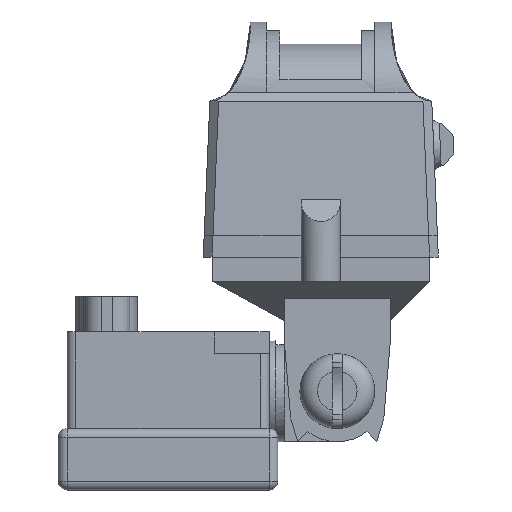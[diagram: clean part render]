
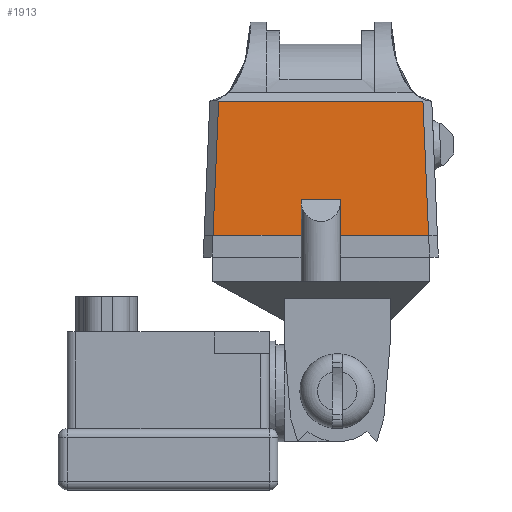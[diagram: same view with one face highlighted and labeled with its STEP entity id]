
A CAD part, left-side view. The second image highlights one B-rep face of the part: STEP entity #1913.
In plain terms, the highlighted planar face has unit normal (-0.999, 0, 0.049).
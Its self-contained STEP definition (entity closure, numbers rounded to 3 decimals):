
#56 = LINE ( 'NONE', #5831, #7747 ) ;
#99 = DIRECTION ( 'NONE',  ( -0.049, 0., -0.999 ) ) ;
#154 = VERTEX_POINT ( 'NONE', #3931 ) ;
#155 = CARTESIAN_POINT ( 'NONE',  ( -25.25, 49.994, 35.5 ) ) ;
#334 = DIRECTION ( 'NONE',  ( 0.999, 0., -0.049 ) ) ;
#389 = EDGE_CURVE ( 'NONE', #6350, #154, #2679, .T. ) ;
#757 = CARTESIAN_POINT ( 'NONE',  ( -26.75, 2.217, 5. ) ) ;
#972 = DIRECTION ( 'NONE',  ( 0., -1., 0. ) ) ;
#985 = CARTESIAN_POINT ( 'NONE',  ( -26.75, 53.5, 5. ) ) ;
#1051 = LINE ( 'NONE', #3968, #5152 ) ;
#1416 = EDGE_CURVE ( 'NONE', #4830, #9359, #4841, .T. ) ;
#1592 = DIRECTION ( 'NONE',  ( 0., -1., 0. ) ) ;
#1632 = CARTESIAN_POINT ( 'NONE',  ( -26.75, 22.25, 5. ) ) ;
#1635 = ORIENTED_EDGE ( 'NONE', *, *, #1780, .T. ) ;
#1735 = CARTESIAN_POINT ( 'NONE',  ( -26.75, 51.283, 5. ) ) ;
#1774 = DIRECTION ( 'NONE',  ( 0., -1., 0. ) ) ;
#1780 = EDGE_CURVE ( 'NONE', #6057, #10511, #9691, .T. ) ;
#1913 = ADVANCED_FACE ( 'NONE', ( #8389 ), #4368, .F. ) ;
#1948 = VECTOR ( 'NONE', #972, 1000. ) ;
#2034 = EDGE_CURVE ( 'NONE', #10511, #7079, #2504, .T. ) ;
#2504 = LINE ( 'NONE', #985, #3134 ) ;
#2679 = LINE ( 'NONE', #9551, #4465 ) ;
#2935 = CARTESIAN_POINT ( 'NONE',  ( -26.75, 31.25, 5. ) ) ;
#3134 = VECTOR ( 'NONE', #1774, 1000. ) ;
#3805 = CARTESIAN_POINT ( 'NONE',  ( -26.357, 22.25, 13. ) ) ;
#3931 = CARTESIAN_POINT ( 'NONE',  ( -25.25, 3.506, 35.5 ) ) ;
#3968 = CARTESIAN_POINT ( 'NONE',  ( -26.755, 51.287, 4.907 ) ) ;
#4073 = DIRECTION ( 'NONE',  ( 0.049, 0., 0.999 ) ) ;
#4161 = VECTOR ( 'NONE', #6075, 1000. ) ;
#4177 = ORIENTED_EDGE ( 'NONE', *, *, #7740, .T. ) ;
#4188 = VECTOR ( 'NONE', #4073, 1000. ) ;
#4368 = PLANE ( 'NONE',  #6870 ) ;
#4447 = CARTESIAN_POINT ( 'NONE',  ( -26.75, 53.5, 5. ) ) ;
#4465 = VECTOR ( 'NONE', #4645, 1000. ) ;
#4645 = DIRECTION ( 'NONE',  ( 0., -1., 0. ) ) ;
#4830 = VERTEX_POINT ( 'NONE', #2935 ) ;
#4841 = LINE ( 'NONE', #6414, #4188 ) ;
#5012 = ORIENTED_EDGE ( 'NONE', *, *, #8475, .T. ) ;
#5152 = VECTOR ( 'NONE', #7152, 1000. ) ;
#5380 = CARTESIAN_POINT ( 'NONE',  ( -26.357, 31.25, 13. ) ) ;
#5536 = ORIENTED_EDGE ( 'NONE', *, *, #2034, .T. ) ;
#5831 = CARTESIAN_POINT ( 'NONE',  ( -26.357, 53.5, 13. ) ) ;
#5889 = VECTOR ( 'NONE', #99, 1000. ) ;
#5997 = ORIENTED_EDGE ( 'NONE', *, *, #1416, .T. ) ;
#6057 = VERTEX_POINT ( 'NONE', #3805 ) ;
#6075 = DIRECTION ( 'NONE',  ( 0.049, 0.042, 0.998 ) ) ;
#6350 = VERTEX_POINT ( 'NONE', #155 ) ;
#6414 = CARTESIAN_POINT ( 'NONE',  ( -26.75, 31.25, 5. ) ) ;
#6565 = CARTESIAN_POINT ( 'NONE',  ( -26.75, 22.25, 5. ) ) ;
#6663 = EDGE_CURVE ( 'NONE', #7079, #154, #9811, .T. ) ;
#6863 = ORIENTED_EDGE ( 'NONE', *, *, #6663, .T. ) ;
#6864 = CARTESIAN_POINT ( 'NONE',  ( -26.644, 2.308, 7.158 ) ) ;
#6870 = AXIS2_PLACEMENT_3D ( 'NONE', #4447, #334, #10162 ) ;
#7079 = VERTEX_POINT ( 'NONE', #757 ) ;
#7152 = DIRECTION ( 'NONE',  ( -0.049, 0.042, -0.998 ) ) ;
#7740 = EDGE_CURVE ( 'NONE', #9359, #6057, #56, .T. ) ;
#7747 = VECTOR ( 'NONE', #1592, 1000. ) ;
#7769 = EDGE_LOOP ( 'NONE', ( #5997, #4177, #1635, #5536, #6863, #9481, #5012, #8296 ) ) ;
#8296 = ORIENTED_EDGE ( 'NONE', *, *, #8598, .T. ) ;
#8389 = FACE_OUTER_BOUND ( 'NONE', #7769, .T. ) ;
#8475 = EDGE_CURVE ( 'NONE', #6350, #9166, #1051, .T. ) ;
#8497 = LINE ( 'NONE', #10028, #1948 ) ;
#8598 = EDGE_CURVE ( 'NONE', #9166, #4830, #8497, .T. ) ;
#9166 = VERTEX_POINT ( 'NONE', #1735 ) ;
#9359 = VERTEX_POINT ( 'NONE', #5380 ) ;
#9481 = ORIENTED_EDGE ( 'NONE', *, *, #389, .F. ) ;
#9551 = CARTESIAN_POINT ( 'NONE',  ( -25.25, 53.5, 35.5 ) ) ;
#9691 = LINE ( 'NONE', #6565, #5889 ) ;
#9811 = LINE ( 'NONE', #6864, #4161 ) ;
#10028 = CARTESIAN_POINT ( 'NONE',  ( -26.75, 53.5, 5. ) ) ;
#10162 = DIRECTION ( 'NONE',  ( -0.049, 0., -0.999 ) ) ;
#10511 = VERTEX_POINT ( 'NONE', #1632 ) ;
